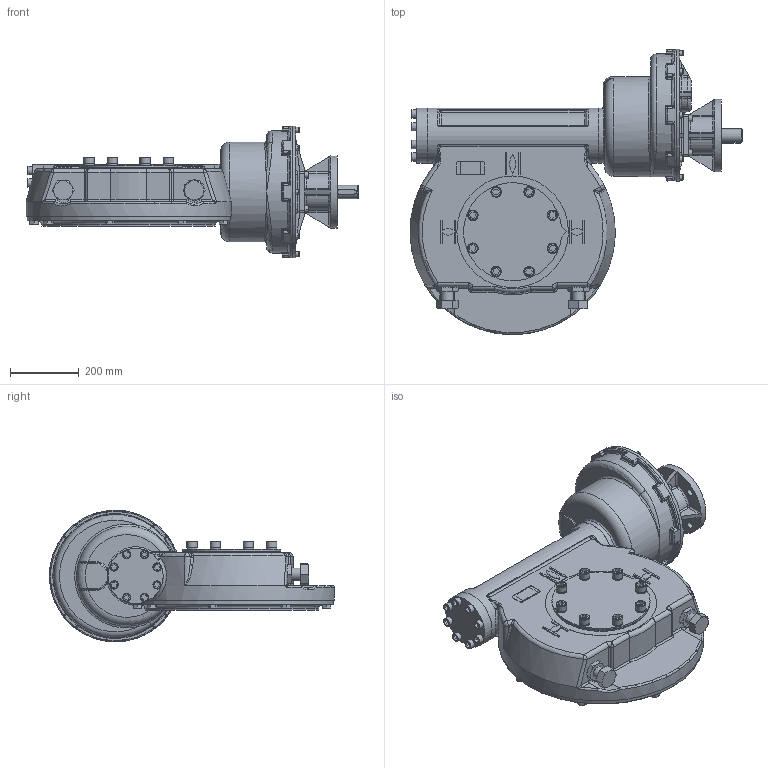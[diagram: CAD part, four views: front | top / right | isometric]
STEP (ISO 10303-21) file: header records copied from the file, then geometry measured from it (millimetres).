
FILE_DESCRIPTION(/* description */ ('Unknown'),/* implementation_level */ '2;1');
FILE_NAME(/* name */ 'PUB-IW9FBIR3-F16-F30',/* time_stamp */ '2016-07-05T15:49:52+01:00',/* author */ ('Unknown'),/* organization */ ('Unknown'),/* preprocessor_version */ 'ST-DEVELOPER v16',/* originating_system */ 'DEX',/* authorisation */ $);
FILE_SCHEMA (('AUTOMOTIVE_DESIGN {1 0 10303 214 3 1 1}'));
Products named in the file (1): PUB-IW9FBIR3-F16-F30
Bounding box: 963.73 x 827.45 x 382 mm (x, y, z)
Surface area: 1871174.1 mm2 (no closed solid volume)
Topology: 0 solids, 75 shells, 1176 faces, 3146 edges, 1972 vertices
Faces by surface type: plane 503, cylinder 253, bspline 131, cone 128, torus 105, sphere 56
Full cylindrical faces by diameter (mm): 16 x8, 16.5 x8, 17.294 x8, 18 x4, 20.5 x4, 24 x8, 30 x8, 30.7 x8, 36 x2, 40 x1, 130 x1, 160 x3, 210 x1, 220 x1, 280 x1, 290 x1, 324 x1, 356 x1, 382 x2
Entity records: 52650 total; most frequent: CARTESIAN_POINT 25103, DIRECTION 5257, ORIENTED_EDGE 5241, EDGE_CURVE 2878, AXIS2_PLACEMENT_3D 2032, VERTEX_POINT 1915, FACE_BOUND 1461, EDGE_LOOP 1453
